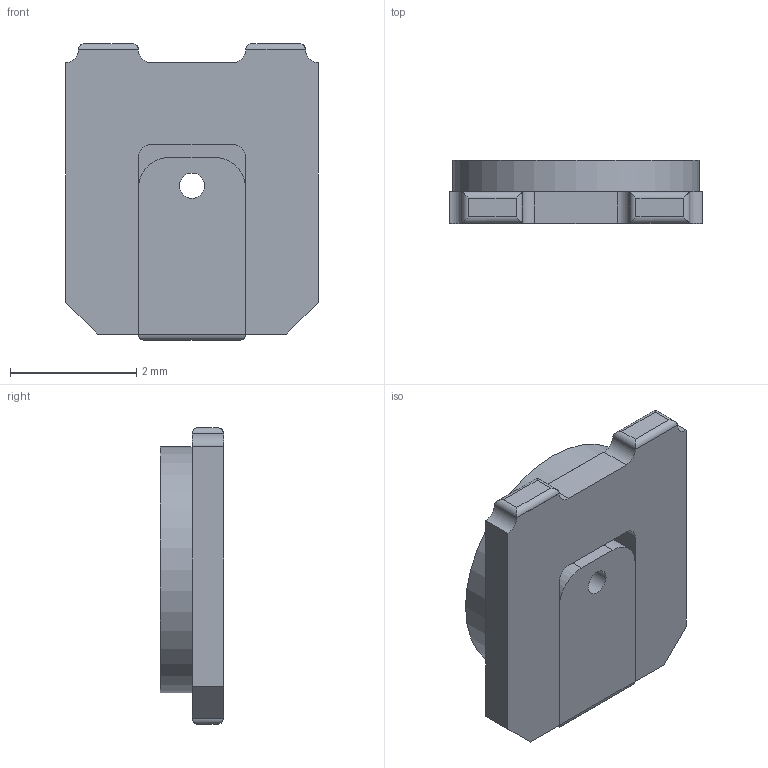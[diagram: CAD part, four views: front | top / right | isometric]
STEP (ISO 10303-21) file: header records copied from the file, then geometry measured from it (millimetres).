
FILE_DESCRIPTION(/* description */ (''),/* implementation_level */ '2;1');
FILE_NAME(/* name */ 'PVM4A .step',/* time_stamp */ '2019-05-01T12:58:48+05:00',/* author */ ('alexa_11'),/* organization */ (''),/* preprocessor_version */ 'ST-DEVELOPER v18',/* originating_system */ 'Autodesk Translation Framework v8.2.0.1029',/* authorisation */ '');
FILE_SCHEMA (('AUTOMOTIVE_DESIGN { 1 0 10303 214 3 1 1 }'));
Length unit declared in the file: millimetre
Products named in the file (1): PVM4A
Bounding box: 4 x 1 x 4.7 mm (x, y, z)
Volume: 13.7 mm3; surface area: 84.6 mm2
Topology: 5 solids, 5 shells, 71 faces, 176 edges, 116 vertices
Faces by surface type: plane 47, cylinder 24
Full cylindrical faces by diameter (mm): 0.4 x1, 0.6 x1, 1.5 x1, 3.9 x1
Entity records: 2160 total; most frequent: DIRECTION 364, CARTESIAN_POINT 364, ORIENTED_EDGE 352, EDGE_CURVE 176, LINE 132, VECTOR 132, VERTEX_POINT 116, AXIS2_PLACEMENT_3D 116
